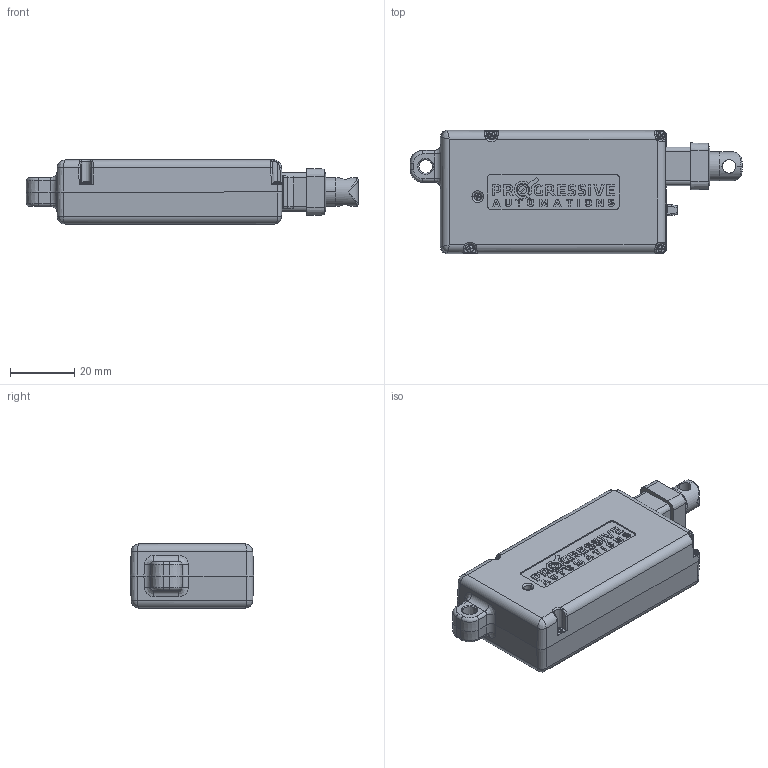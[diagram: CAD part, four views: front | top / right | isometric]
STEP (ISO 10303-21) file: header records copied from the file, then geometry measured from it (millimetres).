
FILE_DESCRIPTION (( 'STEP AP214' ), '1' );
FILE_NAME ('PA-MC2.STEP', '2025-05-15T15:57:45', ( '' ), ( '' ), 'SwSTEP 2.0', 'SolidWorks 2020', '' );
FILE_SCHEMA (( 'AUTOMOTIVE_DESIGN' ));
Length unit declared in the file: millimetre
Products named in the file (15): M1.2x8mm BHS_91800A085; ASY1014_ASY1014-00508; PRT1013_PRT1013-02; PRT1007_PRT1007-00508; PRT1005_9-in Rod; PRT1002; ASY1006_ASY1006-00508; ASY1044_ASY1044-0225; PRT1004_PRT1004-00508; PRT1008_M8x1; PRT1028_v2_PRT1028-S; ASY1043_22.5 Folded; PA-MC2; ASY1009_ASY1009-00508; PRT1003_Default<As Machined>
Assembly tree (18 placements, depth 4):
  PA-MC2
    PRT1002
    PRT1003_Default<As Machined>
    ASY1014_ASY1014-00508
      ASY1009_ASY1009-00508
        PRT1007_PRT1007-00508
        PRT1008_M8x1
    ASY1006_ASY1006-00508
      PRT1004_PRT1004-00508
      PRT1005_9-in Rod
    ASY1044_ASY1044-0225
      ASY1043_22.5 Folded
        PRT1028_v2_PRT1028-S
    PRT1013_PRT1013-02
    M1.2x8mm BHS_91800A085  x5
Bounding box: 103.6 x 38.5 x 20 mm (x, y, z)
Volume: 25956.1 mm3; surface area: 36202.7 mm2
Topology: 36 solids, 36 shells, 2174 faces, 5873 edges, 3780 vertices
Faces by surface type: plane 911, cylinder 722, cone 212, bspline 206, torus 109, sphere 14
Entity records: 71832 total; most frequent: CARTESIAN_POINT 30614, ORIENTED_EDGE 9242, DIRECTION 7521, EDGE_CURVE 4621, VERTEX_POINT 2996, LINE 2777, VECTOR 2777, AXIS2_PLACEMENT_3D 2372
